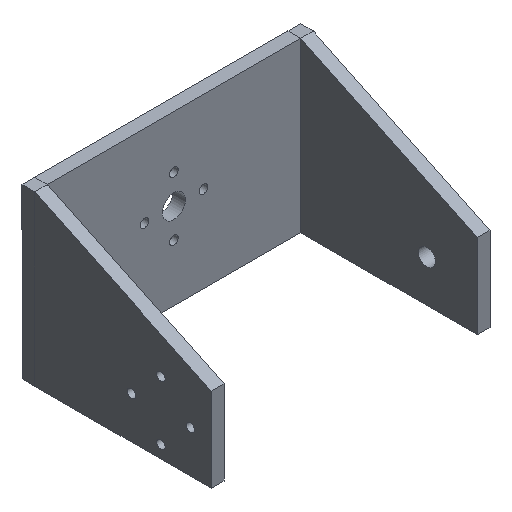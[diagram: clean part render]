
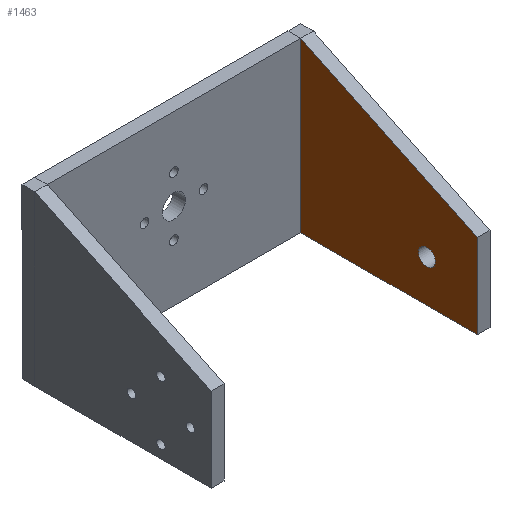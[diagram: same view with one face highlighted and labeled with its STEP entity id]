
A CAD part, isometric view. The second image highlights one B-rep face of the part: STEP entity #1463.
In plain terms, the highlighted planar face has unit normal (-1, 0, 0).
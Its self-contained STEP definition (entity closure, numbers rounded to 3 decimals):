
#170 = PLANE('',#171);
#171 = AXIS2_PLACEMENT_3D('',#172,#173,#174);
#172 = CARTESIAN_POINT('',(500.,-64.63,-10.));
#173 = DIRECTION('',(0.,0.,-1.));
#174 = DIRECTION('',(0.,1.,0.));
#258 = VERTEX_POINT('',#259);
#259 = CARTESIAN_POINT('',(30.1,-3.,30.));
#273 = PLANE('',#274);
#274 = AXIS2_PLACEMENT_3D('',#275,#276,#277);
#275 = CARTESIAN_POINT('',(0.,-3.,0.));
#276 = DIRECTION('',(0.,1.,0.));
#277 = DIRECTION('',(0.,0.,1.));
#558 = VERTEX_POINT('',#559);
#559 = CARTESIAN_POINT('',(30.1,-45.,-10.));
#573 = PLANE('',#574);
#574 = AXIS2_PLACEMENT_3D('',#575,#576,#577);
#575 = CARTESIAN_POINT('',(31.6,-45.,0.));
#576 = DIRECTION('',(0.,1.,0.));
#577 = DIRECTION('',(0.,0.,-1.));
#585 = EDGE_CURVE('',#558,#586,#588,.T.);
#586 = VERTEX_POINT('',#587);
#587 = CARTESIAN_POINT('',(30.1,-3.,-10.));
#588 = SURFACE_CURVE('',#589,(#593,#600),.PCURVE_S1.);
#589 = LINE('',#590,#591);
#590 = CARTESIAN_POINT('',(30.1,-32.315,-10.));
#591 = VECTOR('',#592,1.);
#592 = DIRECTION('',(0.,1.,0.));
#593 = PCURVE('',#170,#594);
#594 = DEFINITIONAL_REPRESENTATION('',(#595),#599);
#595 = LINE('',#596,#597);
#596 = CARTESIAN_POINT('',(32.315,-469.9));
#597 = VECTOR('',#598,1.);
#598 = DIRECTION('',(1.,0.));
#599 = ( GEOMETRIC_REPRESENTATION_CONTEXT(2) 
PARAMETRIC_REPRESENTATION_CONTEXT() REPRESENTATION_CONTEXT('2D SPACE',''
  ) );
#600 = PCURVE('',#601,#606);
#601 = PLANE('',#602);
#602 = AXIS2_PLACEMENT_3D('',#603,#604,#605);
#603 = CARTESIAN_POINT('',(30.1,0.,30.));
#604 = DIRECTION('',(-1.,0.,-0.));
#605 = DIRECTION('',(0.,0.,1.));
#606 = DEFINITIONAL_REPRESENTATION('',(#607),#611);
#607 = LINE('',#608,#609);
#608 = CARTESIAN_POINT('',(-40.,-32.315));
#609 = VECTOR('',#610,1.);
#610 = DIRECTION('',(0.,1.));
#611 = ( GEOMETRIC_REPRESENTATION_CONTEXT(2) 
PARAMETRIC_REPRESENTATION_CONTEXT() REPRESENTATION_CONTEXT('2D SPACE',''
  ) );
#949 = PLANE('',#950);
#950 = AXIS2_PLACEMENT_3D('',#951,#952,#953);
#951 = CARTESIAN_POINT('',(500.,-3.,30.));
#952 = DIRECTION('',(0.,-0.43,0.903)
  );
#953 = DIRECTION('',(0.,-0.903,-0.43
    ));
#1007 = EDGE_CURVE('',#258,#586,#1008,.T.);
#1008 = SURFACE_CURVE('',#1009,(#1013,#1020),.PCURVE_S1.);
#1009 = LINE('',#1010,#1011);
#1010 = CARTESIAN_POINT('',(30.1,-3.,15.));
#1011 = VECTOR('',#1012,1.);
#1012 = DIRECTION('',(0.,0.,-1.));
#1013 = PCURVE('',#273,#1014);
#1014 = DEFINITIONAL_REPRESENTATION('',(#1015),#1019);
#1015 = LINE('',#1016,#1017);
#1016 = CARTESIAN_POINT('',(15.,30.1));
#1017 = VECTOR('',#1018,1.);
#1018 = DIRECTION('',(-1.,0.));
#1019 = ( GEOMETRIC_REPRESENTATION_CONTEXT(2) 
PARAMETRIC_REPRESENTATION_CONTEXT() REPRESENTATION_CONTEXT('2D SPACE',''
  ) );
#1020 = PCURVE('',#601,#1021);
#1021 = DEFINITIONAL_REPRESENTATION('',(#1022),#1026);
#1022 = LINE('',#1023,#1024);
#1023 = CARTESIAN_POINT('',(-15.,-3.));
#1024 = VECTOR('',#1025,1.);
#1025 = DIRECTION('',(-1.,0.));
#1026 = ( GEOMETRIC_REPRESENTATION_CONTEXT(2) 
PARAMETRIC_REPRESENTATION_CONTEXT() REPRESENTATION_CONTEXT('2D SPACE',''
  ) );
#1463 = ADVANCED_FACE('',(#1464,#1512),#601,.T.);
#1464 = FACE_BOUND('',#1465,.F.);
#1465 = EDGE_LOOP('',(#1466,#1467,#1490,#1511));
#1466 = ORIENTED_EDGE('',*,*,#1007,.F.);
#1467 = ORIENTED_EDGE('',*,*,#1468,.T.);
#1468 = EDGE_CURVE('',#258,#1469,#1471,.T.);
#1469 = VERTEX_POINT('',#1470);
#1470 = CARTESIAN_POINT('',(30.1,-45.,10.));
#1471 = SURFACE_CURVE('',#1472,(#1476,#1483),.PCURVE_S1.);
#1472 = LINE('',#1473,#1474);
#1473 = CARTESIAN_POINT('',(30.1,-1.777,30.582));
#1474 = VECTOR('',#1475,1.);
#1475 = DIRECTION('',(0.,-0.903,-0.43));
#1476 = PCURVE('',#601,#1477);
#1477 = DEFINITIONAL_REPRESENTATION('',(#1478),#1482);
#1478 = LINE('',#1479,#1480);
#1479 = CARTESIAN_POINT('',(0.582,-1.777));
#1480 = VECTOR('',#1481,1.);
#1481 = DIRECTION('',(-0.43,-0.903));
#1482 = ( GEOMETRIC_REPRESENTATION_CONTEXT(2) 
PARAMETRIC_REPRESENTATION_CONTEXT() REPRESENTATION_CONTEXT('2D SPACE',''
  ) );
#1483 = PCURVE('',#949,#1484);
#1484 = DEFINITIONAL_REPRESENTATION('',(#1485),#1489);
#1485 = LINE('',#1486,#1487);
#1486 = CARTESIAN_POINT('',(-1.354,-469.9));
#1487 = VECTOR('',#1488,1.);
#1488 = DIRECTION('',(1.,0.));
#1489 = ( GEOMETRIC_REPRESENTATION_CONTEXT(2) 
PARAMETRIC_REPRESENTATION_CONTEXT() REPRESENTATION_CONTEXT('2D SPACE',''
  ) );
#1490 = ORIENTED_EDGE('',*,*,#1491,.T.);
#1491 = EDGE_CURVE('',#1469,#558,#1492,.T.);
#1492 = SURFACE_CURVE('',#1493,(#1497,#1504),.PCURVE_S1.);
#1493 = LINE('',#1494,#1495);
#1494 = CARTESIAN_POINT('',(30.1,-45.,30.));
#1495 = VECTOR('',#1496,1.);
#1496 = DIRECTION('',(-0.,0.,-1.));
#1497 = PCURVE('',#601,#1498);
#1498 = DEFINITIONAL_REPRESENTATION('',(#1499),#1503);
#1499 = LINE('',#1500,#1501);
#1500 = CARTESIAN_POINT('',(0.,-45.));
#1501 = VECTOR('',#1502,1.);
#1502 = DIRECTION('',(-1.,0.));
#1503 = ( GEOMETRIC_REPRESENTATION_CONTEXT(2) 
PARAMETRIC_REPRESENTATION_CONTEXT() REPRESENTATION_CONTEXT('2D SPACE',''
  ) );
#1504 = PCURVE('',#573,#1505);
#1505 = DEFINITIONAL_REPRESENTATION('',(#1506),#1510);
#1506 = LINE('',#1507,#1508);
#1507 = CARTESIAN_POINT('',(-30.,1.5));
#1508 = VECTOR('',#1509,1.);
#1509 = DIRECTION('',(1.,-0.));
#1510 = ( GEOMETRIC_REPRESENTATION_CONTEXT(2) 
PARAMETRIC_REPRESENTATION_CONTEXT() REPRESENTATION_CONTEXT('2D SPACE',''
  ) );
#1511 = ORIENTED_EDGE('',*,*,#585,.T.);
#1512 = FACE_BOUND('',#1513,.F.);
#1513 = EDGE_LOOP('',(#1514));
#1514 = ORIENTED_EDGE('',*,*,#1515,.T.);
#1515 = EDGE_CURVE('',#1516,#1516,#1518,.T.);
#1516 = VERTEX_POINT('',#1517);
#1517 = CARTESIAN_POINT('',(30.1,-31.,0.));
#1518 = SURFACE_CURVE('',#1519,(#1524,#1531),.PCURVE_S1.);
#1519 = CIRCLE('',#1520,2.);
#1520 = AXIS2_PLACEMENT_3D('',#1521,#1522,#1523);
#1521 = CARTESIAN_POINT('',(30.1,-33.,0.));
#1522 = DIRECTION('',(-1.,0.,0.));
#1523 = DIRECTION('',(0.,1.,0.));
#1524 = PCURVE('',#601,#1525);
#1525 = DEFINITIONAL_REPRESENTATION('',(#1526),#1530);
#1526 = CIRCLE('',#1527,2.);
#1527 = AXIS2_PLACEMENT_2D('',#1528,#1529);
#1528 = CARTESIAN_POINT('',(-30.,-33.));
#1529 = DIRECTION('',(0.,1.));
#1530 = ( GEOMETRIC_REPRESENTATION_CONTEXT(2) 
PARAMETRIC_REPRESENTATION_CONTEXT() REPRESENTATION_CONTEXT('2D SPACE',''
  ) );
#1531 = PCURVE('',#1532,#1537);
#1532 = CYLINDRICAL_SURFACE('',#1533,2.);
#1533 = AXIS2_PLACEMENT_3D('',#1534,#1535,#1536);
#1534 = CARTESIAN_POINT('',(0.,-33.,0.));
#1535 = DIRECTION('',(-1.,0.,0.));
#1536 = DIRECTION('',(0.,1.,0.));
#1537 = DEFINITIONAL_REPRESENTATION('',(#1538),#1542);
#1538 = LINE('',#1539,#1540);
#1539 = CARTESIAN_POINT('',(-6.283,-30.1));
#1540 = VECTOR('',#1541,1.);
#1541 = DIRECTION('',(1.,-0.));
#1542 = ( GEOMETRIC_REPRESENTATION_CONTEXT(2) 
PARAMETRIC_REPRESENTATION_CONTEXT() REPRESENTATION_CONTEXT('2D SPACE',''
  ) );
